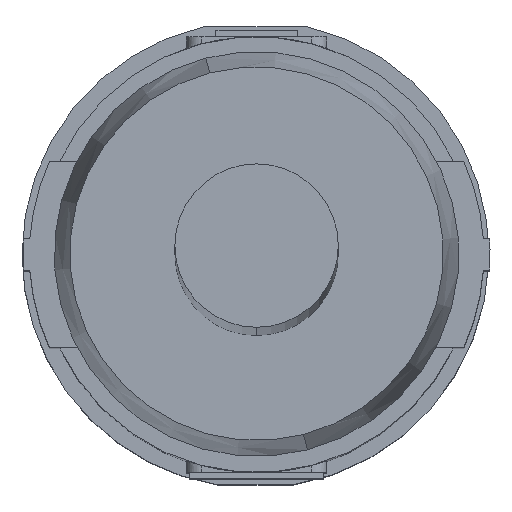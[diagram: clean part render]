
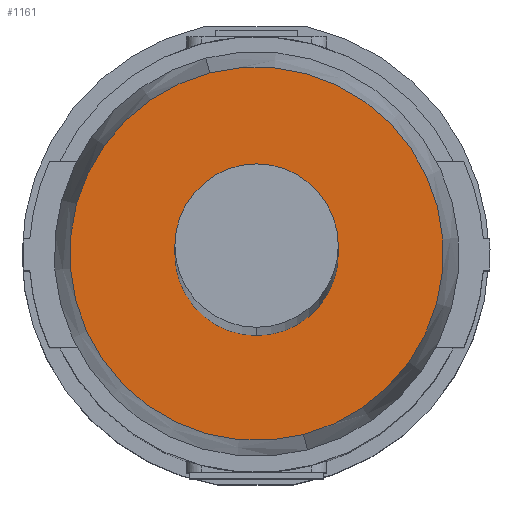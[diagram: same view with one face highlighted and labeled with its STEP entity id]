
A CAD part, top view. The second image highlights one B-rep face of the part: STEP entity #1161.
In plain terms, the highlighted planar face has unit normal (0, 0, 1).
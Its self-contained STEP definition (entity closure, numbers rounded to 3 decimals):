
#638 = AXIS2_PLACEMENT_3D ( 'NONE', #2658, #11680, #9391 ) ;
#1124 = EDGE_CURVE ( 'NONE', #11668, #6310, #11509, .T. ) ;
#1161 = ADVANCED_FACE ( 'NONE', ( #4160, #12071 ), #3046, .T. ) ;
#1940 = VERTEX_POINT ( 'NONE', #13026 ) ;
#2324 = AXIS2_PLACEMENT_3D ( 'NONE', #4347, #3298, #7316 ) ;
#2658 = CARTESIAN_POINT ( 'NONE',  ( -0.038, 0.183, 1.602 ) ) ;
#2786 = CARTESIAN_POINT ( 'NONE',  ( -0.038, 0.183, 1.602 ) ) ;
#3046 = PLANE ( 'NONE',  #7534 ) ;
#3175 = DIRECTION ( 'NONE',  ( 1., 0., 0. ) ) ;
#3236 = VERTEX_POINT ( 'NONE', #5251 ) ;
#3298 = DIRECTION ( 'NONE',  ( 0., 0., 1. ) ) ;
#3323 = AXIS2_PLACEMENT_3D ( 'NONE', #6269, #11074, #5147 ) ;
#3777 = DIRECTION ( 'NONE',  ( -0.968, -0.251, 0. ) ) ;
#4160 = FACE_BOUND ( 'NONE', #6239, .T. ) ;
#4345 = ORIENTED_EDGE ( 'NONE', *, *, #1124, .F. ) ;
#4347 = CARTESIAN_POINT ( 'NONE',  ( -0.038, 0.183, 1.602 ) ) ;
#4460 = AXIS2_PLACEMENT_3D ( 'NONE', #2786, #12935, #3777 ) ;
#5147 = DIRECTION ( 'NONE',  ( 1., 0., 0. ) ) ;
#5251 = CARTESIAN_POINT ( 'NONE',  ( 5.769, 1.689, 1.602 ) ) ;
#6239 = EDGE_LOOP ( 'NONE', ( #4345, #8857 ) ) ;
#6269 = CARTESIAN_POINT ( 'NONE',  ( -0.038, 0.183, 1.602 ) ) ;
#6310 = VERTEX_POINT ( 'NONE', #9328 ) ;
#6348 = CIRCLE ( 'NONE', #2324, 2.625 ) ;
#6618 = CARTESIAN_POINT ( 'NONE',  ( -2.663, 0.183, 1.602 ) ) ;
#6996 = EDGE_CURVE ( 'NONE', #1940, #3236, #10379, .T. ) ;
#7316 = DIRECTION ( 'NONE',  ( 1., 0., 0. ) ) ;
#7356 = CIRCLE ( 'NONE', #638, 6. ) ;
#7534 = AXIS2_PLACEMENT_3D ( 'NONE', #8172, #10072, #3175 ) ;
#8172 = CARTESIAN_POINT ( 'NONE',  ( 2.111, -2.283, 1.602 ) ) ;
#8218 = EDGE_LOOP ( 'NONE', ( #8692, #12936 ) ) ;
#8692 = ORIENTED_EDGE ( 'NONE', *, *, #6996, .F. ) ;
#8857 = ORIENTED_EDGE ( 'NONE', *, *, #12684, .F. ) ;
#9328 = CARTESIAN_POINT ( 'NONE',  ( 2.587, 0.183, 1.602 ) ) ;
#9391 = DIRECTION ( 'NONE',  ( -0.968, -0.251, 0. ) ) ;
#10055 = EDGE_CURVE ( 'NONE', #3236, #1940, #7356, .T. ) ;
#10072 = DIRECTION ( 'NONE',  ( 0., 0., 1. ) ) ;
#10379 = CIRCLE ( 'NONE', #4460, 6. ) ;
#11074 = DIRECTION ( 'NONE',  ( 0., 0., 1. ) ) ;
#11509 = CIRCLE ( 'NONE', #3323, 2.625 ) ;
#11668 = VERTEX_POINT ( 'NONE', #6618 ) ;
#11680 = DIRECTION ( 'NONE',  ( 0., 0., -1. ) ) ;
#12071 = FACE_OUTER_BOUND ( 'NONE', #8218, .T. ) ;
#12684 = EDGE_CURVE ( 'NONE', #6310, #11668, #6348, .T. ) ;
#12935 = DIRECTION ( 'NONE',  ( 0., 0., -1. ) ) ;
#12936 = ORIENTED_EDGE ( 'NONE', *, *, #10055, .F. ) ;
#13026 = CARTESIAN_POINT ( 'NONE',  ( -5.846, -1.324, 1.602 ) ) ;
